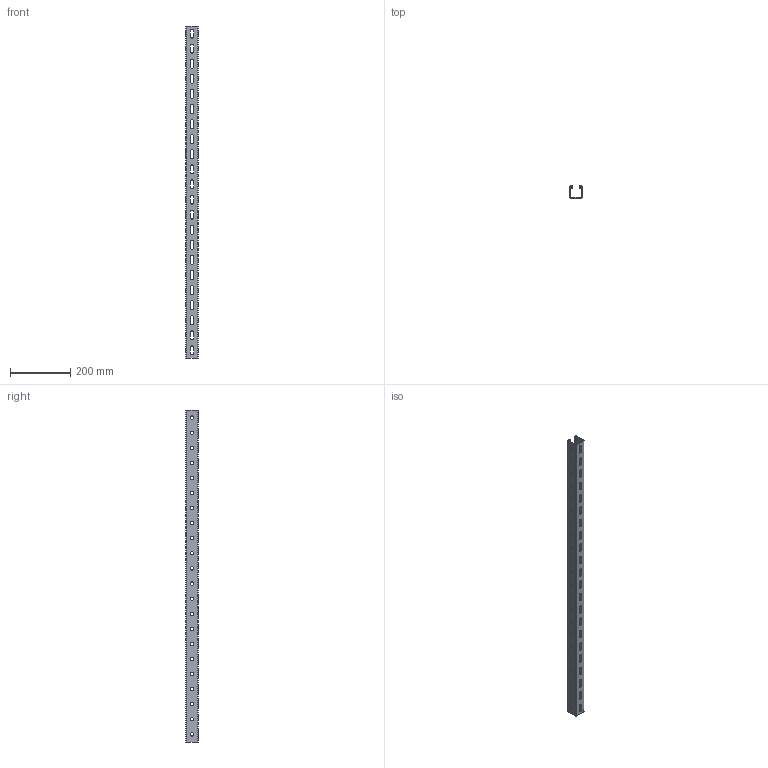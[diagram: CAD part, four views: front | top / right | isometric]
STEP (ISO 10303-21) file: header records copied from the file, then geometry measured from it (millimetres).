
FILE_DESCRIPTION (( 'STEP AP203' ), '1' );
FILE_NAME ('STRUT-镳铘桦黖h41-1100.step', '2022-01-25T05:21:41', ( '' ), ( '' ), 'SwSTEP 2.0', 'SolidWorks 2017', '' );
FILE_SCHEMA (( 'CONFIG_CONTROL_DESIGN' ));
Length unit declared in the file: millimetre
Products named in the file (1): STRUT-镳铘桦黖h41-1100
Bounding box: 41 x 41 x 1100 mm (x, y, z)
Volume: 336582.3 mm3; surface area: 289188.8 mm2
Topology: 1 solids, 1 shells, 1912 faces, 5706 edges, 3796 vertices
Faces by surface type: plane 1774, cylinder 138
Entity records: 63455 total; most frequent: CARTESIAN_POINT 11415, ORIENTED_EDGE 11412, DIRECTION 9808, EDGE_CURVE 5706, LINE 5430, VECTOR 5430, VERTEX_POINT 3796, AXIS2_PLACEMENT_3D 2189
